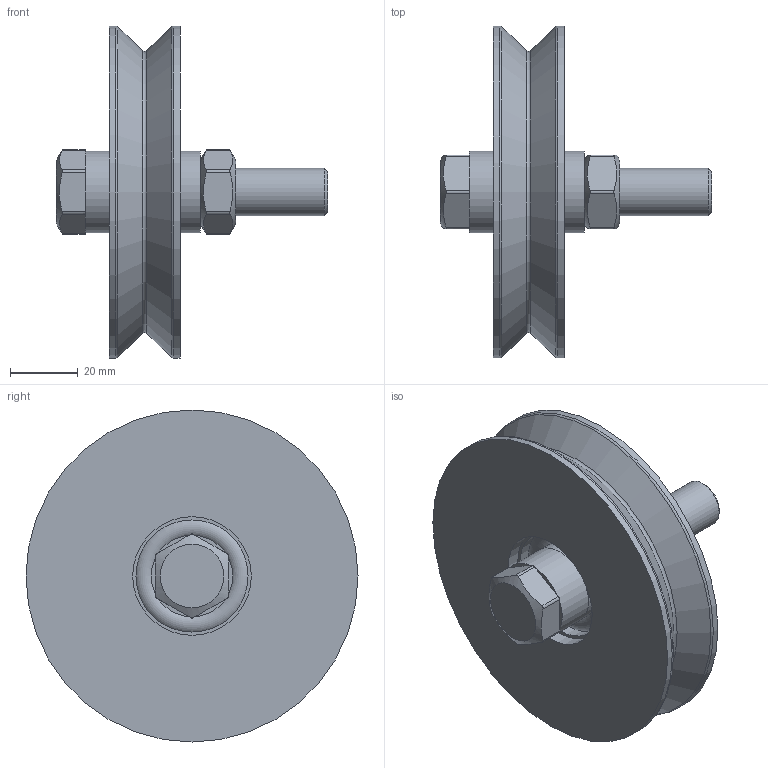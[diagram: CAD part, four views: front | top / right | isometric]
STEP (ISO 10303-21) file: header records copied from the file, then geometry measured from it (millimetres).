
FILE_DESCRIPTION (( 'STEP AP203' ), '1' );
FILE_NAME ('300-100.step', '2021-11-26T06:51:18', ( '' ), ( '' ), 'SwSTEP 2.0', 'SolidWorks 2018', '' );
FILE_SCHEMA (( 'CONFIG_CONTROL_DESIGN' ));
Length unit declared in the file: millimetre
Products named in the file (12): radial ball bearing_68_din_DIN 625 - 6203 - 10,SI,NC,10_68; 300-100 Teil2; 300-100 Teil1_300-140-U Teil1; 300-100 Teil5; 300-100 Teil2_300-120-U Teil2; 300-100 Teil4; radial ball bearing_68_din; 300-100; 300-100 Teil1; 300-100 Teil5_300-120-U Teil5; 300-100 Teil4_300-120-U Teil4
Assembly tree (6 placements, depth 2):
  300-100 Teil2
  300-100 Teil5
  300-100 Teil2
  300-100 Teil4
  radial ball bearing_68_din
Bounding box: 80 x 98 x 98 mm (x, y, z)
Volume: 147333.2 mm3; surface area: 39906.6 mm2
Topology: 6 solids, 6 shells, 264 faces, 657 edges, 434 vertices
Faces by surface type: plane 120, bspline 98, cylinder 31, torus 9, cone 6
Full cylindrical faces by diameter (mm): 12 x1, 14 x3, 16.85 x2, 17 x1, 23.9 x2, 24 x2, 33.1 x2, 35 x1, 40 x2, 45 x1, 98 x2
Entity records: 14613 total; most frequent: CARTESIAN_POINT 8167, ORIENTED_EDGE 1222, DIRECTION 769, EDGE_CURVE 611, VERTEX_POINT 422, LINE 329, VECTOR 329, EDGE_LOOP 325
